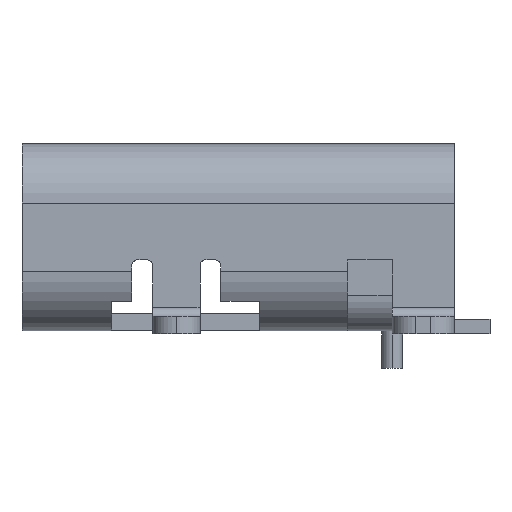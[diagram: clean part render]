
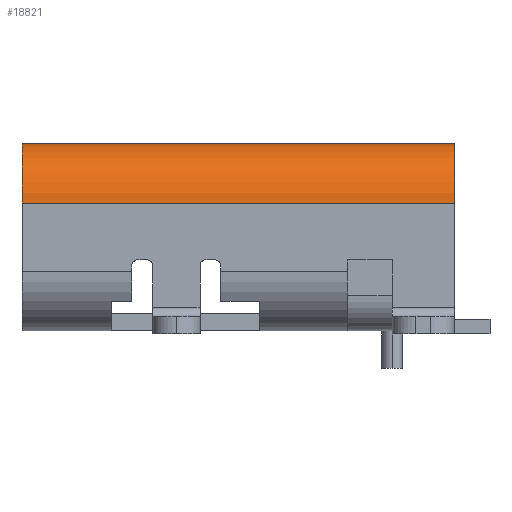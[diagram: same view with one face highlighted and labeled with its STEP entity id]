
A CAD part, front view. The second image highlights one B-rep face of the part: STEP entity #18821.
In plain terms, the highlighted cylindrical face has radius 1 mm (diameter 2 mm), a partial arc.
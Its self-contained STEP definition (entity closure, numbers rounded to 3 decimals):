
#1362 = EDGE_CURVE ( 'NONE', #13575, #11280, #6110, .T. ) ;
#1835 = EDGE_LOOP ( 'NONE', ( #18130, #13869, #4981, #8016 ) ) ;
#1878 = VERTEX_POINT ( 'NONE', #23351 ) ;
#1882 = CARTESIAN_POINT ( 'NONE',  ( 3.475, 2.136, 2.19 ) ) ;
#2130 = DIRECTION ( 'NONE',  ( 0., 1., 0. ) ) ;
#3877 = LINE ( 'NONE', #18531, #18721 ) ;
#4981 = ORIENTED_EDGE ( 'NONE', *, *, #1362, .F. ) ;
#5406 = DIRECTION ( 'NONE',  ( 0., -1., 0. ) ) ;
#5549 = VERTEX_POINT ( 'NONE', #20718 ) ;
#5671 = EDGE_CURVE ( 'NONE', #11280, #5549, #11919, .T. ) ;
#5977 = DIRECTION ( 'NONE',  ( 0., 0., -1. ) ) ;
#6110 = CIRCLE ( 'NONE', #18934, 1. ) ;
#6496 = DIRECTION ( 'NONE',  ( 0., -1., 0. ) ) ;
#8016 = ORIENTED_EDGE ( 'NONE', *, *, #20200, .T. ) ;
#8998 = DIRECTION ( 'NONE',  ( 0., 0., -1. ) ) ;
#9002 = EDGE_CURVE ( 'NONE', #1878, #5549, #17114, .T. ) ;
#11280 = VERTEX_POINT ( 'NONE', #18893 ) ;
#11919 = LINE ( 'NONE', #19023, #13180 ) ;
#13137 = AXIS2_PLACEMENT_3D ( 'NONE', #22679, #6496, #13712 ) ;
#13180 = VECTOR ( 'NONE', #5406, 1000. ) ;
#13226 = DIRECTION ( 'NONE',  ( 0., -1., 0. ) ) ;
#13575 = VERTEX_POINT ( 'NONE', #17231 ) ;
#13712 = DIRECTION ( 'NONE',  ( 0., 0., -1. ) ) ;
#13869 = ORIENTED_EDGE ( 'NONE', *, *, #5671, .F. ) ;
#15459 = CYLINDRICAL_SURFACE ( 'NONE', #13137, 1. ) ;
#15599 = AXIS2_PLACEMENT_3D ( 'NONE', #22182, #20170, #5977 ) ;
#17014 = FACE_OUTER_BOUND ( 'NONE', #1835, .T. ) ;
#17114 = CIRCLE ( 'NONE', #15599, 1. ) ;
#17231 = CARTESIAN_POINT ( 'NONE',  ( 3.475, 2.136, 3.19 ) ) ;
#18130 = ORIENTED_EDGE ( 'NONE', *, *, #9002, .T. ) ;
#18531 = CARTESIAN_POINT ( 'NONE',  ( 3.475, 2.136, 3.19 ) ) ;
#18721 = VECTOR ( 'NONE', #13226, 1000. ) ;
#18821 = ADVANCED_FACE ( 'NONE', ( #17014 ), #15459, .T. ) ;
#18893 = CARTESIAN_POINT ( 'NONE',  ( 4.475, 2.136, 2.19 ) ) ;
#18934 = AXIS2_PLACEMENT_3D ( 'NONE', #1882, #2130, #8998 ) ;
#19023 = CARTESIAN_POINT ( 'NONE',  ( 4.475, 2.136, 2.19 ) ) ;
#20170 = DIRECTION ( 'NONE',  ( 0., 1., 0. ) ) ;
#20200 = EDGE_CURVE ( 'NONE', #13575, #1878, #3877, .T. ) ;
#20718 = CARTESIAN_POINT ( 'NONE',  ( 4.475, -5.164, 2.19 ) ) ;
#22182 = CARTESIAN_POINT ( 'NONE',  ( 3.475, -5.164, 2.19 ) ) ;
#22679 = CARTESIAN_POINT ( 'NONE',  ( 3.475, 2.136, 2.19 ) ) ;
#23351 = CARTESIAN_POINT ( 'NONE',  ( 3.475, -5.164, 3.19 ) ) ;
